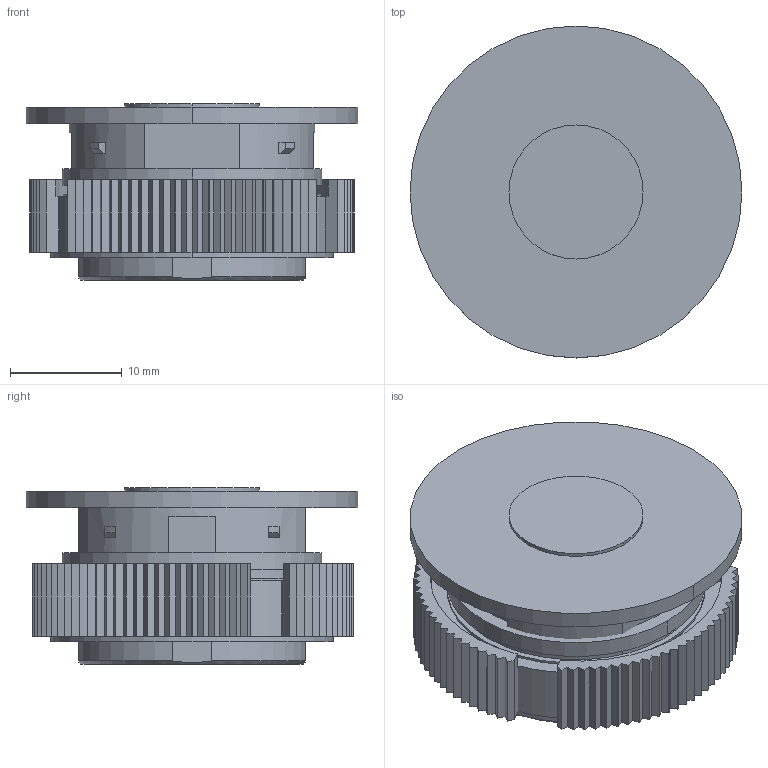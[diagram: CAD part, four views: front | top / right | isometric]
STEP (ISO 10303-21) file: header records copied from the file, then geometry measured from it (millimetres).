
FILE_DESCRIPTION((''),'2;1');
FILE_NAME('ZB2SZ3-3D_ASM','2021-01-11T09:59:45',('SESA231899'),('Schneider-Electric'),'CREO PARAMETRIC BY PTC INC, 2019164','CREO PARAMETRIC BY PTC INC, 2019164','');
FILE_SCHEMA(('AP242_MANAGED_MODEL_BASED_3D_ENGINEERING_MIM_LF { 1 0 10303 442 1 1 4 }'));
Length unit declared in the file: millimetre
Products named in the file (5): ZB2SZ3-3D_042168101AF6; ZB2SZ3-3D_042168201AF6; ZB2SZ3-3D_042683401AF6_ASS; ZB2SZ3-3D_1_ASM; ZB2SZ3-3D_ASM
Assembly tree (4 placements, depth 3):
  ZB2SZ3-3D_ASM
    ZB2SZ3-3D_1_ASM
      ZB2SZ3-3D_042168101AF6
      ZB2SZ3-3D_042168201AF6
      ZB2SZ3-3D_042683401AF6_ASS
Bounding box: 29.7 x 29.7 x 15.8 mm (x, y, z)
Volume: 4203.5 mm3; surface area: 5514.7 mm2
Topology: 3 solids, 3 shells, 318 faces, 918 edges, 621 vertices
Faces by surface type: plane 202, cylinder 110, cone 6
Entity records: 11570 total; most frequent: CARTESIAN_POINT 1931, DIRECTION 1840, ORIENTED_EDGE 1818, EDGE_CURVE 909, VECTOR 668, LINE 668, VERTEX_POINT 606, AXIS2_PLACEMENT_3D 586
